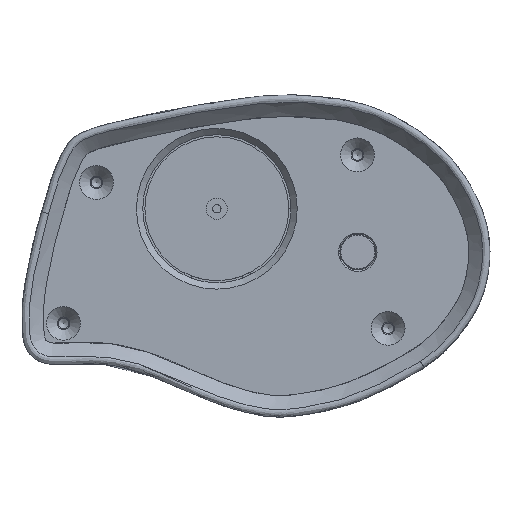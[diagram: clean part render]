
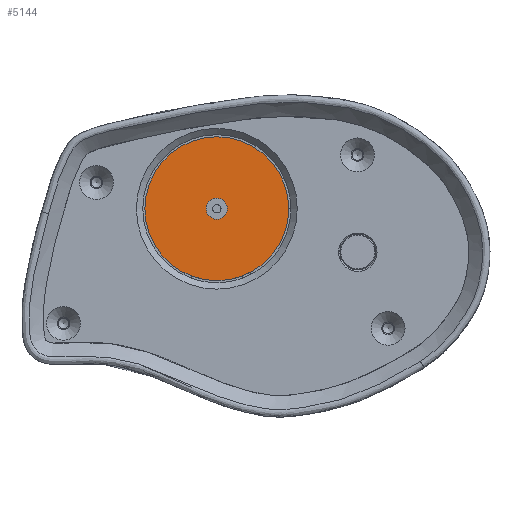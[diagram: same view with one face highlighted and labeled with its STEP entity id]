
A CAD part, top view. The second image highlights one B-rep face of the part: STEP entity #5144.
In plain terms, the highlighted planar face has unit normal (0, 0, 1).
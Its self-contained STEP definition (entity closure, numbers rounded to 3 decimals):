
#190=FACE_BOUND('',#1872,.T.);
#319=PLANE('',#5755);
#1514=FACE_OUTER_BOUND('',#1871,.T.);
#1871=EDGE_LOOP('',(#4645));
#1872=EDGE_LOOP('',(#4646));
#2120=CIRCLE('',#5751,2.5);
#2122=CIRCLE('',#5754,17.);
#2616=VERTEX_POINT('',#17438);
#2618=VERTEX_POINT('',#17444);
#3302=EDGE_CURVE('',#2616,#2616,#2120,.T.);
#3305=EDGE_CURVE('',#2618,#2618,#2122,.T.);
#4645=ORIENTED_EDGE('',*,*,#3305,.T.);
#4646=ORIENTED_EDGE('',*,*,#3302,.T.);
#5144=ADVANCED_FACE('',(#1514,#190),#319,.T.);
#5751=AXIS2_PLACEMENT_3D('',#17439,#7091,#7092);
#5754=AXIS2_PLACEMENT_3D('',#17445,#7098,#7099);
#5755=AXIS2_PLACEMENT_3D('',#17447,#7101,#7102);
#7091=DIRECTION('center_axis',(0.,0.,-1.));
#7092=DIRECTION('ref_axis',(1.,0.,0.));
#7098=DIRECTION('center_axis',(0.,0.,1.));
#7099=DIRECTION('ref_axis',(1.,0.,0.));
#7101=DIRECTION('center_axis',(0.,0.,1.));
#7102=DIRECTION('ref_axis',(1.,0.,0.));
#17438=CARTESIAN_POINT('',(-19.615,15.283,2.6));
#17439=CARTESIAN_POINT('Origin',(-17.115,15.283,2.6));
#17444=CARTESIAN_POINT('',(-34.115,15.283,2.6));
#17445=CARTESIAN_POINT('Origin',(-17.115,15.283,2.6));
#17447=CARTESIAN_POINT('Origin',(-17.115,15.283,2.6));
